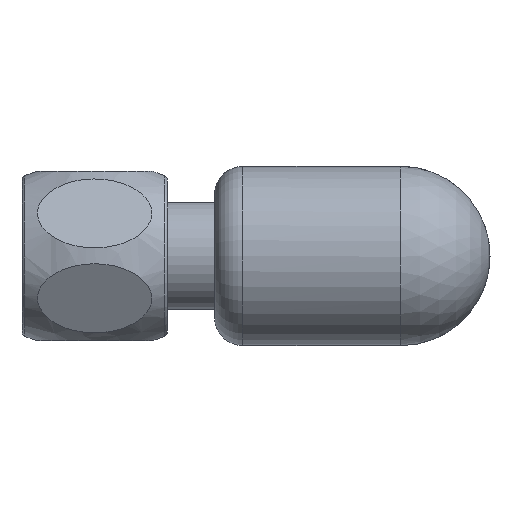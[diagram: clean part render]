
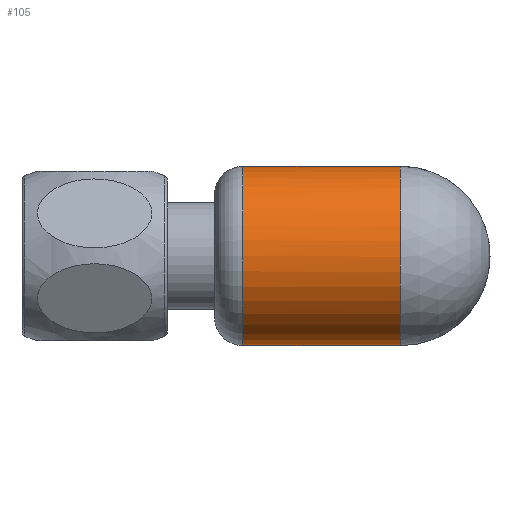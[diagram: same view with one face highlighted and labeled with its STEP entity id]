
A CAD part, top view. The second image highlights one B-rep face of the part: STEP entity #105.
In plain terms, the highlighted cylindrical face has radius 4.75 mm (diameter 9.5 mm), a full revolution.
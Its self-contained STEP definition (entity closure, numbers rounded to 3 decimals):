
#69=B_SPLINE_CURVE_WITH_KNOTS('',3,(#837,#838,#839,#840,#841,#842,#843,#844,
#845,#846,#847,#848,#849,#850,#851,#852,#853,#854,#855,#856,#857,#858,#859,
#860,#861,#862,#863,#864,#865,#866,#867,#868,#869,#870,#871,#872,#873,#874,
#875,#876),.UNSPECIFIED.,.F.,.F.,(4,2,2,2,2,2,2,2,2,2,2,2,2,2,2,2,2,2,2,
4),(0.,0.063,0.094,0.109,0.125,
0.188,0.219,0.234,0.25,
0.5,0.625,0.688,0.719,
0.734,0.75,0.813,0.844,
0.859,0.875,1.),.UNSPECIFIED.);
#105=ADVANCED_FACE('',(#158,#159),#141,.T.);
#141=CYLINDRICAL_SURFACE('',#521,4.75);
#158=FACE_BOUND('',#209,.T.);
#159=FACE_BOUND('',#210,.T.);
#209=EDGE_LOOP('',(#285));
#210=EDGE_LOOP('',(#286,#287));
#285=ORIENTED_EDGE('',*,*,#423,.T.);
#286=ORIENTED_EDGE('',*,*,#424,.T.);
#287=ORIENTED_EDGE('',*,*,#425,.T.);
#381=VERTEX_POINT('',#833);
#382=VERTEX_POINT('',#835);
#383=VERTEX_POINT('',#836);
#423=EDGE_CURVE('',#381,#381,#464,.T.);
#424=EDGE_CURVE('',#382,#383,#465,.T.);
#425=EDGE_CURVE('',#383,#382,#69,.T.);
#464=CIRCLE('',#519,4.75);
#465=CIRCLE('',#520,4.75);
#519=AXIS2_PLACEMENT_3D('',#832,#597,#598);
#520=AXIS2_PLACEMENT_3D('',#834,#599,#600);
#521=AXIS2_PLACEMENT_3D('',#877,#601,#602);
#597=DIRECTION('',(1.,0.,0.));
#598=DIRECTION('',(0.,-1.,0.));
#599=DIRECTION('',(-1.,0.,0.));
#600=DIRECTION('',(0.,-1.,0.));
#601=DIRECTION('',(-1.,0.,0.));
#602=DIRECTION('',(0.,-1.,0.));
#832=CARTESIAN_POINT('',(41.503,50.,83.));
#833=CARTESIAN_POINT('',(41.503,45.25,83.));
#834=CARTESIAN_POINT('',(49.85,50.,83.));
#835=CARTESIAN_POINT('',(49.85,45.306,82.273));
#836=CARTESIAN_POINT('',(49.85,54.694,82.273));
#837=CARTESIAN_POINT('',(49.85,54.694,82.273));
#838=CARTESIAN_POINT('',(49.683,54.69,82.244));
#839=CARTESIAN_POINT('',(49.416,54.674,82.131));
#840=CARTESIAN_POINT('',(48.865,54.607,81.84));
#841=CARTESIAN_POINT('',(48.656,54.577,81.722));
#842=CARTESIAN_POINT('',(48.304,54.514,81.519));
#843=CARTESIAN_POINT('',(48.181,54.489,81.446));
#844=CARTESIAN_POINT('',(47.922,54.433,81.293));
#845=CARTESIAN_POINT('',(47.741,54.39,81.185));
#846=CARTESIAN_POINT('',(47.254,54.265,80.894));
#847=CARTESIAN_POINT('',(46.889,54.149,80.675));
#848=CARTESIAN_POINT('',(46.38,53.955,80.367));
#849=CARTESIAN_POINT('',(46.217,53.888,80.268));
#850=CARTESIAN_POINT('',(45.981,53.782,80.125));
#851=CARTESIAN_POINT('',(45.904,53.746,80.078));
#852=CARTESIAN_POINT('',(45.752,53.672,79.987));
#853=CARTESIAN_POINT('',(45.719,53.656,79.966));
#854=CARTESIAN_POINT('',(43.806,52.656,78.806));
#855=CARTESIAN_POINT('',(42.903,51.289,78.254));
#856=CARTESIAN_POINT('',(42.893,49.377,78.248));
#857=CARTESIAN_POINT('',(43.116,48.716,78.376));
#858=CARTESIAN_POINT('',(43.79,47.781,78.786));
#859=CARTESIAN_POINT('',(44.071,47.479,78.959));
#860=CARTESIAN_POINT('',(44.578,47.054,79.27));
#861=CARTESIAN_POINT('',(44.761,46.917,79.382));
#862=CARTESIAN_POINT('',(45.057,46.72,79.563));
#863=CARTESIAN_POINT('',(45.159,46.656,79.626));
#864=CARTESIAN_POINT('',(45.37,46.53,79.755));
#865=CARTESIAN_POINT('',(45.52,46.448,79.845));
#866=CARTESIAN_POINT('',(45.882,46.258,80.065));
#867=CARTESIAN_POINT('',(46.197,46.115,80.256));
#868=CARTESIAN_POINT('',(46.708,45.92,80.565));
#869=CARTESIAN_POINT('',(46.885,45.858,80.672));
#870=CARTESIAN_POINT('',(47.16,45.77,80.838));
#871=CARTESIAN_POINT('',(47.254,45.742,80.894));
#872=CARTESIAN_POINT('',(47.443,45.688,81.007));
#873=CARTESIAN_POINT('',(47.496,45.673,81.038));
#874=CARTESIAN_POINT('',(48.779,45.344,81.804));
#875=CARTESIAN_POINT('',(49.516,45.315,82.215));
#876=CARTESIAN_POINT('',(49.85,45.306,82.273));
#877=CARTESIAN_POINT('',(54.9,50.,83.));
